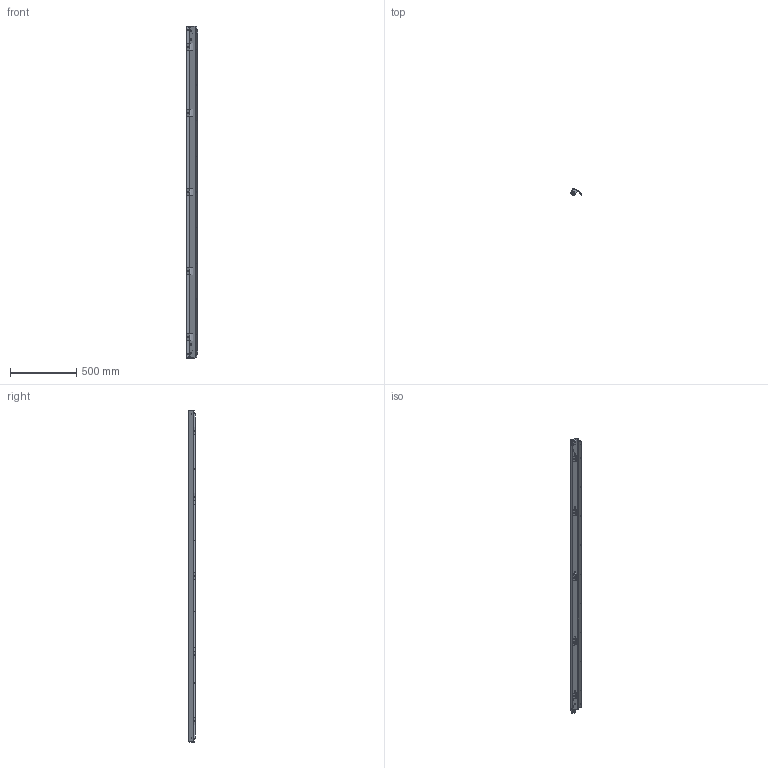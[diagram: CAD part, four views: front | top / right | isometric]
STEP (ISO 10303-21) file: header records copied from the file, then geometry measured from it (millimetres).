
FILE_DESCRIPTION (( 'STEP AP203' ), '1' );
FILE_NAME ('CV03-F17_REV_A.step', '2025-08-17T05:18:04', ( '' ), ( '' ), 'SwSTEP 2.0', 'SolidWorks 2024', '' );
FILE_SCHEMA (( 'CONFIG_CONTROL_DESIGN' ));
Length unit declared in the file: millimetre
Products named in the file (7): CV03-C-08; CV03-C-05; CV03-F17_REV_A; weldnut_WELDNUT-M8; CV03-F12; CV03-F13; CV03-C-09
Assembly tree (21 placements, depth 3):
  CV03-F17_REV_A
    CV03-C-08
    weldnut_WELDNUT-M8  x9
    CV03-C-09  x5
    CV03-F12
      CV03-C-05
      weldnut_WELDNUT-M8
    CV03-F13
      CV03-C-05
      weldnut_WELDNUT-M8
Bounding box: 83.68 x 50.26 x 2514.8 mm (x, y, z)
Volume: 960078.9 mm3; surface area: 665935.4 mm2
Topology: 19 solids, 19 shells, 684 faces, 1750 edges, 1115 vertices
Faces by surface type: plane 431, cylinder 176, cone 77
Entity records: 9603 total; most frequent: CARTESIAN_POINT 1541, ORIENTED_EDGE 1434, DIRECTION 1422, EDGE_CURVE 717, VECTOR 558, LINE 558, VERTEX_POINT 467, AXIS2_PLACEMENT_3D 432
